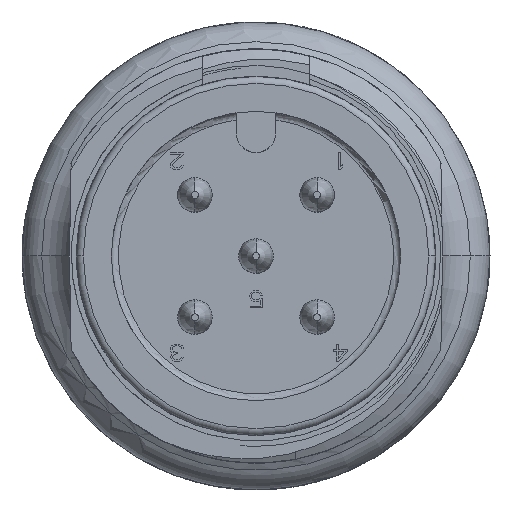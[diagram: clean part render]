
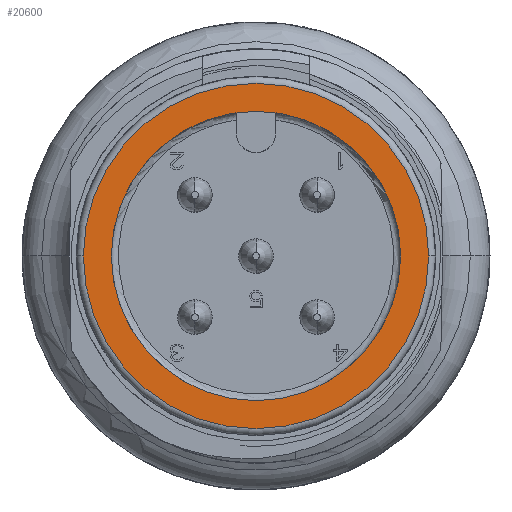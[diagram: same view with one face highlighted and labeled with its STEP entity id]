
A CAD part, left-side view. The second image highlights one B-rep face of the part: STEP entity #20600.
In plain terms, the highlighted face is planar.
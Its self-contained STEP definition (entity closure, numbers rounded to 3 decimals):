
#20030=CARTESIAN_POINT('',(1.768,2.42,-8.8));
#20040=VERTEX_POINT('',#20030);
#20140=CARTESIAN_POINT('',(1.768,-5.955,-8.8));
#20150=VERTEX_POINT('',#20140);
#20180=CARTESIAN_POINT('',(1.768,-1.768,-8.8));
#20190=DIRECTION('',(0.,0.,-1.));
#20200=DIRECTION('',(0.,-1.,0.));
#20210=AXIS2_PLACEMENT_3D('',#20180,#20190,#20200);
#20220=CIRCLE('',#20210,4.188);
#20230=EDGE_CURVE('',#20040,#20150,#20220,.T.);
#20350=CARTESIAN_POINT('',(1.768,-1.768,-8.8));
#20360=DIRECTION('',(0.,-0.,1.));
#20370=DIRECTION('',(0.,1.,0.));
#20380=AXIS2_PLACEMENT_3D('',#20350,#20360,#20370);
#20390=PLANE('',#20380);
#20400=CARTESIAN_POINT('',(1.768,-1.768,-8.8));
#20410=DIRECTION('',(0.,0.,1.));
#20420=DIRECTION('',(0.,-1.,0.));
#20430=AXIS2_PLACEMENT_3D('',#20400,#20410,#20420);
#20440=CIRCLE('',#20430,5.);
#20450=CARTESIAN_POINT('',(-3.232,-1.768,-8.8));
#20460=VERTEX_POINT('',#20450);
#20470=CARTESIAN_POINT('',(6.768,-1.768,-8.8));
#20480=VERTEX_POINT('',#20470);
#20490=EDGE_CURVE('',#20460,#20480,#20440,.T.);
#20500=ORIENTED_EDGE('',*,*,#20490,.F.);
#20510=EDGE_CURVE('',#20480,#20460,#20440,.T.);
#20520=ORIENTED_EDGE('',*,*,#20510,.F.);
#20530=EDGE_LOOP('',(#20520,#20500));
#20540=FACE_OUTER_BOUND('',#20530,.T.);
#20550=EDGE_CURVE('',#20150,#20040,#20220,.T.);
#20560=ORIENTED_EDGE('',*,*,#20550,.F.);
#20570=ORIENTED_EDGE('',*,*,#20230,.F.);
#20580=EDGE_LOOP('',(#20570,#20560));
#20590=FACE_BOUND('',#20580,.T.);
#20600=ADVANCED_FACE('',(#20540,#20590),#20390,.F.);
